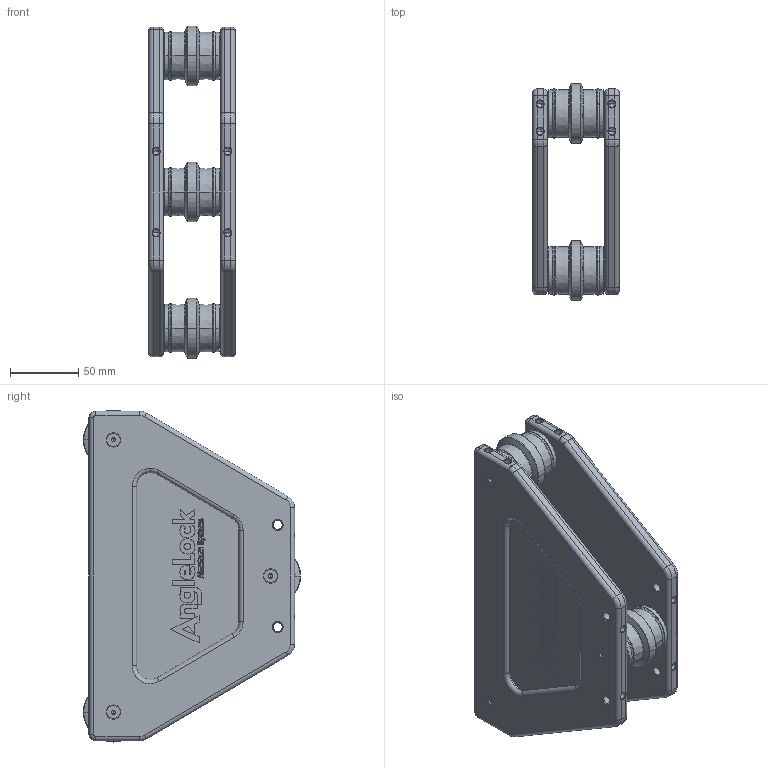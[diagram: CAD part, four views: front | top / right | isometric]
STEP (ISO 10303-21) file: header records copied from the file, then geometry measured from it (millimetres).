
FILE_DESCRIPTION (( 'STEP AP214' ), '1' );
FILE_NAME ('40x80 HD Roller Carriage Kit, Outside Mount(40MLM-0521-001-01).STEP', '2023-09-05T22:50:28', ( '' ), ( '' ), 'SwSTEP 2.0', 'SolidWorks 2020', '' );
FILE_SCHEMA (( 'AUTOMOTIVE_DESIGN' ));
Length unit declared in the file: millimetre
Products named in the file (1): 40x80 HD Roller Carriage Kit, Outside Mount(40MLM-0521-001-01)
Bounding box: 63.65 x 159.45 x 244 mm (x, y, z)
Volume: 671507.9 mm3; surface area: 195553.6 mm2
Topology: 29 solids, 29 shells, 1766 faces, 4360 edges, 2722 vertices
Faces by surface type: plane 636, bspline 420, cylinder 308, cone 260, torus 142
Entity records: 80832 total; most frequent: CARTESIAN_POINT 21629, ORIENTED_EDGE 8624, DIRECTION 7222, EDGE_CURVE 4312, VERTEX_POINT 2722, AXIS2_PLACEMENT_3D 2451, LINE 2320, VECTOR 2320
